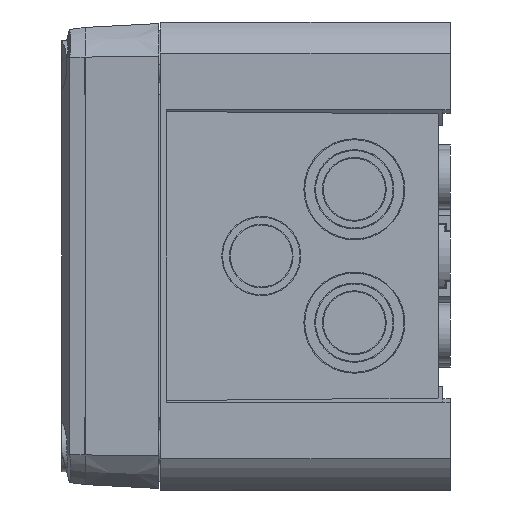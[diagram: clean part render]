
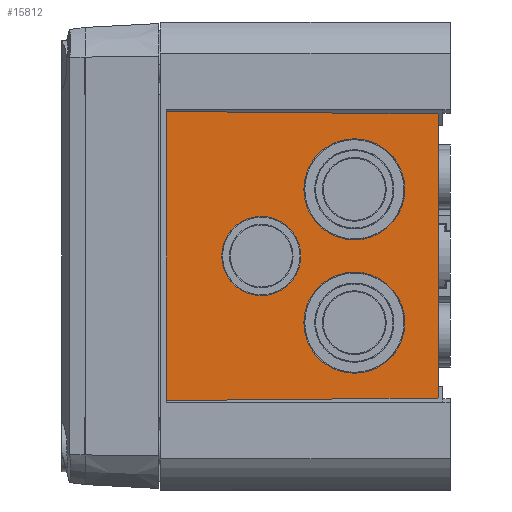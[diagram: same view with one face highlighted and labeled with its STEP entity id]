
A CAD part, left-side view. The second image highlights one B-rep face of the part: STEP entity #15812.
In plain terms, the highlighted planar face has unit normal (-1, -0.026, 0).
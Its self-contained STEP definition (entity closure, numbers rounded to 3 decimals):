
#218 = DIRECTION ( 'NONE',  ( 0.026, -1., 0. ) ) ;
#350 = VERTEX_POINT ( 'NONE', #20138 ) ;
#654 = CARTESIAN_POINT ( 'NONE',  ( -92.204, 27., -21.5 ) ) ;
#965 = VERTEX_POINT ( 'NONE', #3308 ) ;
#1066 = CARTESIAN_POINT ( 'NONE',  ( -93.841, 89.5, 0. ) ) ;
#1124 = AXIS2_PLACEMENT_3D ( 'NONE', #1066, #17321, #19276 ) ;
#1793 = VECTOR ( 'NONE', #16047, 1000. ) ;
#2091 = VERTEX_POINT ( 'NONE', #16865 ) ;
#2189 = DIRECTION ( 'NONE',  ( -1., -0.026, 0. ) ) ;
#2225 = CIRCLE ( 'NONE', #6012, 12.75 ) ;
#2509 = CARTESIAN_POINT ( 'NONE',  ( -93.842, 89.542, -46.637 ) ) ;
#2545 = DIRECTION ( 'NONE',  ( 1., 0.026, 0. ) ) ;
#2677 = EDGE_CURVE ( 'NONE', #22459, #27640, #12625, .T. ) ;
#2936 = EDGE_CURVE ( 'NONE', #350, #16756, #21574, .T. ) ;
#3308 = CARTESIAN_POINT ( 'NONE',  ( -92.656, 44.254, 0. ) ) ;
#3431 = FACE_BOUND ( 'NONE', #12206, .T. ) ;
#3545 = CARTESIAN_POINT ( 'NONE',  ( -91.778, 10.716, 21.5 ) ) ;
#3906 = ORIENTED_EDGE ( 'NONE', *, *, #21866, .T. ) ;
#5306 = AXIS2_PLACEMENT_3D ( 'NONE', #27523, #2545, #18668 ) ;
#5437 = VERTEX_POINT ( 'NONE', #16737 ) ;
#6012 = AXIS2_PLACEMENT_3D ( 'NONE', #21183, #27771, #7274 ) ;
#6137 = EDGE_LOOP ( 'NONE', ( #28934, #19446, #21209, #6927 ) ) ;
#6250 = FACE_BOUND ( 'NONE', #23820, .T. ) ;
#6274 = CARTESIAN_POINT ( 'NONE',  ( -92.204, 27., -21.5 ) ) ;
#6577 = DIRECTION ( 'NONE',  ( -1., -0.026, 0. ) ) ;
#6927 = ORIENTED_EDGE ( 'NONE', *, *, #21933, .T. ) ;
#7025 = EDGE_CURVE ( 'NONE', #27610, #2091, #9674, .T. ) ;
#7274 = DIRECTION ( 'NONE',  ( -0.026, 1., 0. ) ) ;
#8193 = FACE_BOUND ( 'NONE', #26808, .T. ) ;
#9435 = ORIENTED_EDGE ( 'NONE', *, *, #27222, .F. ) ;
#9674 = LINE ( 'NONE', #21485, #15031 ) ;
#10055 = CARTESIAN_POINT ( 'NONE',  ( -93.324, 69.746, 0. ) ) ;
#11834 = DIRECTION ( 'NONE',  ( -1., -0.026, 0. ) ) ;
#12206 = EDGE_LOOP ( 'NONE', ( #3906, #28405 ) ) ;
#12251 = EDGE_CURVE ( 'NONE', #15513, #965, #2225, .T. ) ;
#12540 = CARTESIAN_POINT ( 'NONE',  ( -93.788, 87.5, -47.15 ) ) ;
#12625 = CIRCLE ( 'NONE', #20716, 16.29 ) ;
#12803 = CARTESIAN_POINT ( 'NONE',  ( -91.497, 0., 45.784 ) ) ;
#13169 = CARTESIAN_POINT ( 'NONE',  ( -91.497, 0., -45.784 ) ) ;
#13170 = DIRECTION ( 'NONE',  ( 0.026, -1., 0. ) ) ;
#13661 = CIRCLE ( 'NONE', #17479, 16.29 ) ;
#14560 = CIRCLE ( 'NONE', #26972, 16.29 ) ;
#15031 = VECTOR ( 'NONE', #21636, 1000. ) ;
#15387 = FACE_OUTER_BOUND ( 'NONE', #6137, .T. ) ;
#15513 = VERTEX_POINT ( 'NONE', #10055 ) ;
#15812 = ADVANCED_FACE ( 'NONE', ( #6250, #8193, #15387, #3431 ), #21511, .T. ) ;
#16047 = DIRECTION ( 'NONE',  ( 0., 0., 1. ) ) ;
#16114 = LINE ( 'NONE', #2509, #16732 ) ;
#16732 = VECTOR ( 'NONE', #25221, 1000. ) ;
#16737 = CARTESIAN_POINT ( 'NONE',  ( -93.788, 87.5, -46.618 ) ) ;
#16756 = VERTEX_POINT ( 'NONE', #20824 ) ;
#16865 = CARTESIAN_POINT ( 'NONE',  ( -93.788, 87.5, 46.618 ) ) ;
#16896 = ORIENTED_EDGE ( 'NONE', *, *, #26338, .F. ) ;
#17321 = DIRECTION ( 'NONE',  ( -1., -0.026, 0. ) ) ;
#17441 = CARTESIAN_POINT ( 'NONE',  ( -92.631, 43.284, 21.5 ) ) ;
#17479 = AXIS2_PLACEMENT_3D ( 'NONE', #654, #11834, #218 ) ;
#18668 = DIRECTION ( 'NONE',  ( -0.026, 1., 0. ) ) ;
#18876 = CARTESIAN_POINT ( 'NONE',  ( -91.497, 0., 0. ) ) ;
#19276 = DIRECTION ( 'NONE',  ( 0.026, -1., 0. ) ) ;
#19446 = ORIENTED_EDGE ( 'NONE', *, *, #28152, .T. ) ;
#20138 = CARTESIAN_POINT ( 'NONE',  ( -92.631, 43.284, -21.5 ) ) ;
#20278 = ORIENTED_EDGE ( 'NONE', *, *, #2936, .F. ) ;
#20552 = VERTEX_POINT ( 'NONE', #13169 ) ;
#20716 = AXIS2_PLACEMENT_3D ( 'NONE', #25325, #27447, #25476 ) ;
#20824 = CARTESIAN_POINT ( 'NONE',  ( -91.778, 10.716, -21.5 ) ) ;
#21026 = EDGE_CURVE ( 'NONE', #5437, #20552, #16114, .T. ) ;
#21183 = CARTESIAN_POINT ( 'NONE',  ( -92.99, 57., 0. ) ) ;
#21209 = ORIENTED_EDGE ( 'NONE', *, *, #7025, .T. ) ;
#21400 = ORIENTED_EDGE ( 'NONE', *, *, #2677, .F. ) ;
#21485 = CARTESIAN_POINT ( 'NONE',  ( -93.842, 89.542, 46.637 ) ) ;
#21511 = PLANE ( 'NONE',  #1124 ) ;
#21574 = CIRCLE ( 'NONE', #23470, 16.29 ) ;
#21636 = DIRECTION ( 'NONE',  ( -0.026, 1., 0.01 ) ) ;
#21866 = EDGE_CURVE ( 'NONE', #965, #15513, #28711, .T. ) ;
#21933 = EDGE_CURVE ( 'NONE', #2091, #5437, #28401, .T. ) ;
#22459 = VERTEX_POINT ( 'NONE', #3545 ) ;
#23470 = AXIS2_PLACEMENT_3D ( 'NONE', #6274, #6577, #13170 ) ;
#23820 = EDGE_LOOP ( 'NONE', ( #21400, #16896 ) ) ;
#24405 = LINE ( 'NONE', #18876, #1793 ) ;
#24410 = VECTOR ( 'NONE', #26136, 1000. ) ;
#25221 = DIRECTION ( 'NONE',  ( 0.026, -1., 0.01 ) ) ;
#25325 = CARTESIAN_POINT ( 'NONE',  ( -92.204, 27., 21.5 ) ) ;
#25476 = DIRECTION ( 'NONE',  ( 0.026, -1., 0. ) ) ;
#26136 = DIRECTION ( 'NONE',  ( 0., 0., -1. ) ) ;
#26338 = EDGE_CURVE ( 'NONE', #27640, #22459, #14560, .T. ) ;
#26668 = CARTESIAN_POINT ( 'NONE',  ( -92.204, 27., 21.5 ) ) ;
#26808 = EDGE_LOOP ( 'NONE', ( #9435, #20278 ) ) ;
#26972 = AXIS2_PLACEMENT_3D ( 'NONE', #26668, #2189, #27127 ) ;
#27127 = DIRECTION ( 'NONE',  ( 0.026, -1., 0. ) ) ;
#27222 = EDGE_CURVE ( 'NONE', #16756, #350, #13661, .T. ) ;
#27447 = DIRECTION ( 'NONE',  ( -1., -0.026, 0. ) ) ;
#27523 = CARTESIAN_POINT ( 'NONE',  ( -92.99, 57., 0. ) ) ;
#27610 = VERTEX_POINT ( 'NONE', #12803 ) ;
#27640 = VERTEX_POINT ( 'NONE', #17441 ) ;
#27771 = DIRECTION ( 'NONE',  ( 1., 0.026, 0. ) ) ;
#28152 = EDGE_CURVE ( 'NONE', #20552, #27610, #24405, .T. ) ;
#28401 = LINE ( 'NONE', #12540, #24410 ) ;
#28405 = ORIENTED_EDGE ( 'NONE', *, *, #12251, .T. ) ;
#28711 = CIRCLE ( 'NONE', #5306, 12.75 ) ;
#28934 = ORIENTED_EDGE ( 'NONE', *, *, #21026, .T. ) ;
